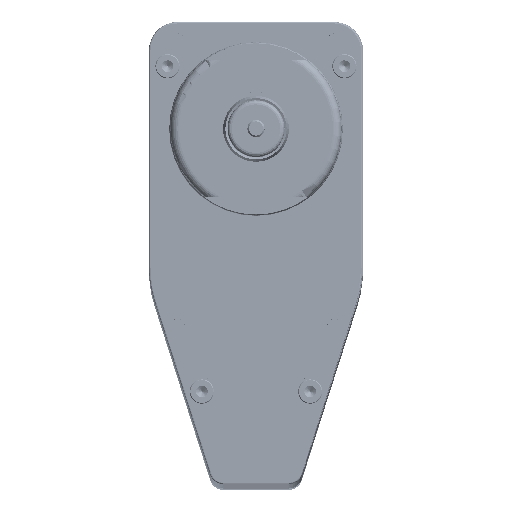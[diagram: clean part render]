
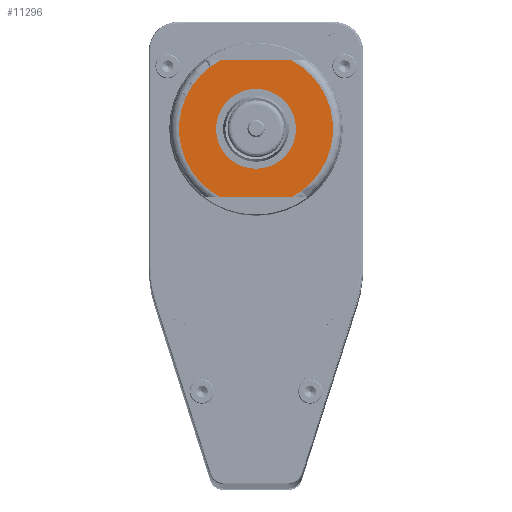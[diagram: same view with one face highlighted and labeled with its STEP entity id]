
A CAD part, top view. The second image highlights one B-rep face of the part: STEP entity #11296.
In plain terms, the highlighted planar face has unit normal (0, 0, 1).
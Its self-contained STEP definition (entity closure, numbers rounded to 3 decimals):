
#344 = CARTESIAN_POINT ( 'NONE',  ( 0., 0., 545. ) ) ;
#1495 = PLANE ( 'NONE',  #176049 ) ;
#3227 = AXIS2_PLACEMENT_3D ( 'NONE', #7774, #112027, #76394 ) ;
#4751 = CARTESIAN_POINT ( 'NONE',  ( 0., 0., 545. ) ) ;
#5173 = EDGE_CURVE ( 'NONE', #111461, #111461, #217181, .T. ) ;
#7774 = CARTESIAN_POINT ( 'NONE',  ( 0., 0., 545. ) ) ;
#11296 = ADVANCED_FACE ( 'NONE', ( #174522, #206724 ), #1495, .T. ) ;
#16072 = VERTEX_POINT ( 'NONE', #210682 ) ;
#27001 = VERTEX_POINT ( 'NONE', #90798 ) ;
#31269 = ORIENTED_EDGE ( 'NONE', *, *, #120262, .T. ) ;
#39098 = DIRECTION ( 'NONE',  ( -1., 0., 0. ) ) ;
#43152 = VECTOR ( 'NONE', #109656, 1000. ) ;
#43588 = DIRECTION ( 'NONE',  ( 0., 0., 1. ) ) ;
#45109 = AXIS2_PLACEMENT_3D ( 'NONE', #4751, #43588, #39098 ) ;
#49558 = DIRECTION ( 'NONE',  ( 0., 0., 1. ) ) ;
#58430 = ORIENTED_EDGE ( 'NONE', *, *, #5173, .F. ) ;
#62421 = DIRECTION ( 'NONE',  ( -1., 0., 0. ) ) ;
#75582 = EDGE_LOOP ( 'NONE', ( #185236, #112622, #214049, #31269 ) ) ;
#76394 = DIRECTION ( 'NONE',  ( -1., 0., 0. ) ) ;
#77360 = LINE ( 'NONE', #199035, #103955 ) ;
#78924 = EDGE_LOOP ( 'NONE', ( #58430 ) ) ;
#88964 = LINE ( 'NONE', #211789, #43152 ) ;
#90798 = CARTESIAN_POINT ( 'NONE',  ( 12.369, -24., 545. ) ) ;
#95245 = CARTESIAN_POINT ( 'NONE',  ( -14., 0., 545. ) ) ;
#103475 = DIRECTION ( 'NONE',  ( -1., 0., 0. ) ) ;
#103955 = VECTOR ( 'NONE', #62421, 1000. ) ;
#109265 = EDGE_CURVE ( 'NONE', #27001, #16072, #77360, .T. ) ;
#109656 = DIRECTION ( 'NONE',  ( -1., 0., 0. ) ) ;
#111461 = VERTEX_POINT ( 'NONE', #95245 ) ;
#112027 = DIRECTION ( 'NONE',  ( 0., 0., 1. ) ) ;
#112622 = ORIENTED_EDGE ( 'NONE', *, *, #168013, .T. ) ;
#112925 = CIRCLE ( 'NONE', #3227, 27. ) ;
#115054 = VERTEX_POINT ( 'NONE', #132919 ) ;
#120262 = EDGE_CURVE ( 'NONE', #27001, #139464, #218351, .T. ) ;
#120927 = CARTESIAN_POINT ( 'NONE',  ( 12.369, 24., 545. ) ) ;
#128076 = EDGE_CURVE ( 'NONE', #139464, #115054, #88964, .T. ) ;
#132919 = CARTESIAN_POINT ( 'NONE',  ( -12.369, 24., 545. ) ) ;
#133633 = DIRECTION ( 'NONE',  ( -1., 0., 0. ) ) ;
#139464 = VERTEX_POINT ( 'NONE', #120927 ) ;
#147417 = CARTESIAN_POINT ( 'NONE',  ( 0., 0., 545. ) ) ;
#149631 = DIRECTION ( 'NONE',  ( 0., 0., 1. ) ) ;
#168013 = EDGE_CURVE ( 'NONE', #115054, #16072, #112925, .T. ) ;
#174522 = FACE_BOUND ( 'NONE', #78924, .T. ) ;
#176049 = AXIS2_PLACEMENT_3D ( 'NONE', #344, #49558, #103475 ) ;
#185236 = ORIENTED_EDGE ( 'NONE', *, *, #128076, .T. ) ;
#199035 = CARTESIAN_POINT ( 'NONE',  ( 0., -24., 545. ) ) ;
#206724 = FACE_OUTER_BOUND ( 'NONE', #75582, .T. ) ;
#210682 = CARTESIAN_POINT ( 'NONE',  ( -12.369, -24., 545. ) ) ;
#211789 = CARTESIAN_POINT ( 'NONE',  ( 0., 24., 545. ) ) ;
#214049 = ORIENTED_EDGE ( 'NONE', *, *, #109265, .F. ) ;
#214627 = AXIS2_PLACEMENT_3D ( 'NONE', #147417, #149631, #133633 ) ;
#217181 = CIRCLE ( 'NONE', #45109, 14. ) ;
#218351 = CIRCLE ( 'NONE', #214627, 27. ) ;
